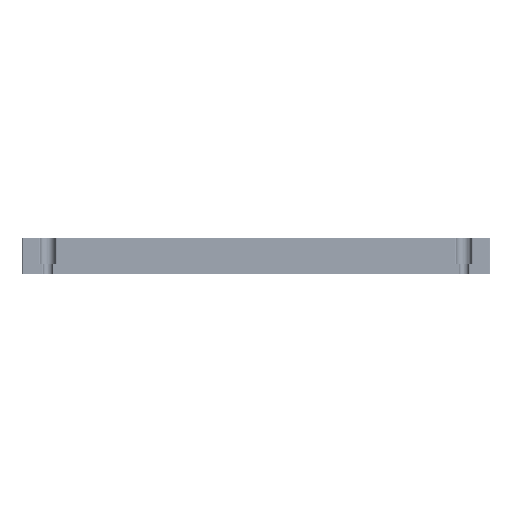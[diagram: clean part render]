
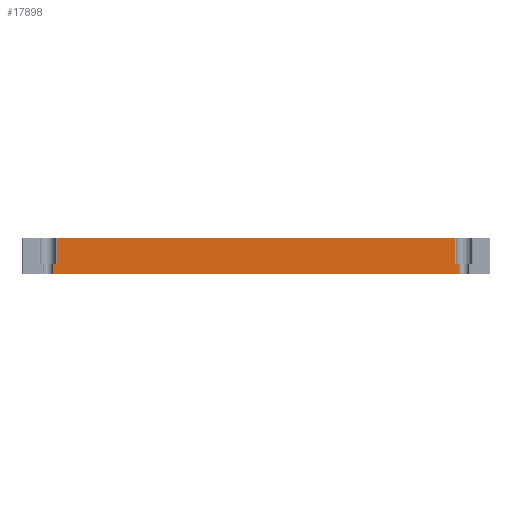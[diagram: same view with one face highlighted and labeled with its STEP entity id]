
A CAD part, left-side view. The second image highlights one B-rep face of the part: STEP entity #17898.
In plain terms, the highlighted planar face has unit normal (-1, 0, 0).
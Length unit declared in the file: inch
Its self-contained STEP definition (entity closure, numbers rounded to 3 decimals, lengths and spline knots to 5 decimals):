
#2040=FACE_OUTER_BOUND('',#3890,.T.);
#3890=EDGE_LOOP('',(#13480,#13481,#13482,#13483,#13484,#13485,#13486,#13487));
#5375=LINE('',#27490,#6230);
#5418=LINE('',#28320,#6273);
#5430=LINE('',#29157,#6285);
#5432=LINE('',#29166,#6287);
#5434=LINE('',#29172,#6289);
#5435=LINE('',#29174,#6290);
#5436=LINE('',#29176,#6291);
#5437=LINE('',#29177,#6292);
#6230=VECTOR('',#21588,0.3937);
#6273=VECTOR('',#22411,0.3937);
#6285=VECTOR('',#23151,0.3937);
#6287=VECTOR('',#23163,0.3937);
#6289=VECTOR('',#23169,0.3937);
#6290=VECTOR('',#23172,0.3937);
#6291=VECTOR('',#23173,0.3937);
#6292=VECTOR('',#23174,0.3937);
#8530=VERTEX_POINT('',#27487);
#8531=VERTEX_POINT('',#27489);
#8927=VERTEX_POINT('',#28317);
#8928=VERTEX_POINT('',#28319);
#9290=VERTEX_POINT('',#29156);
#9292=VERTEX_POINT('',#29164);
#9294=VERTEX_POINT('',#29170);
#9295=VERTEX_POINT('',#29175);
#10164=EDGE_CURVE('',#8531,#8530,#5375,.T.);
#10579=EDGE_CURVE('',#8927,#8928,#5418,.T.);
#10952=EDGE_CURVE('',#8928,#9290,#5430,.T.);
#10957=EDGE_CURVE('',#9292,#8530,#5432,.T.);
#10960=EDGE_CURVE('',#9294,#8927,#5434,.T.);
#10961=EDGE_CURVE('',#9290,#9292,#5435,.T.);
#10962=EDGE_CURVE('',#9295,#9294,#5436,.T.);
#10963=EDGE_CURVE('',#8531,#9295,#5437,.T.);
#13480=ORIENTED_EDGE('',*,*,#10164,.T.);
#13481=ORIENTED_EDGE('',*,*,#10957,.F.);
#13482=ORIENTED_EDGE('',*,*,#10961,.F.);
#13483=ORIENTED_EDGE('',*,*,#10952,.F.);
#13484=ORIENTED_EDGE('',*,*,#10579,.F.);
#13485=ORIENTED_EDGE('',*,*,#10960,.F.);
#13486=ORIENTED_EDGE('',*,*,#10962,.F.);
#13487=ORIENTED_EDGE('',*,*,#10963,.F.);
#17509=PLANE('',#19808);
#17898=ADVANCED_FACE('',(#2040),#17509,.F.);
#19808=AXIS2_PLACEMENT_3D('',#29173,#23170,#23171);
#21588=DIRECTION('',(0.,0.,1.));
#22411=DIRECTION('',(0.,0.,1.));
#23151=DIRECTION('',(0.,-1.,0.));
#23163=DIRECTION('',(0.,-1.,0.));
#23169=DIRECTION('',(0.,1.,0.));
#23170=DIRECTION('center_axis',(1.,0.,0.));
#23171=DIRECTION('ref_axis',(0.,0.,1.));
#23172=DIRECTION('',(0.,0.,1.));
#23173=DIRECTION('',(0.,0.,1.));
#23174=DIRECTION('',(0.,1.,0.));
#27487=CARTESIAN_POINT('',(-12.11611,0.03,5.17117));
#27489=CARTESIAN_POINT('',(-12.11611,0.03,-5.17117));
#27490=CARTESIAN_POINT('',(-12.11611,0.03,-2.9875));
#28317=CARTESIAN_POINT('',(-12.11611,0.95,-5.09182));
#28319=CARTESIAN_POINT('',(-12.11611,0.95,5.09182));
#28320=CARTESIAN_POINT('',(-12.11611,0.95,-2.9875));
#29156=CARTESIAN_POINT('',(-12.11611,0.27409,5.09182));
#29157=CARTESIAN_POINT('',(-12.11611,0.61205,5.09182));
#29164=CARTESIAN_POINT('',(-12.11611,0.27409,5.17117));
#29166=CARTESIAN_POINT('',(-12.11611,0.475,5.17117));
#29170=CARTESIAN_POINT('',(-12.11611,0.27409,-5.09182));
#29172=CARTESIAN_POINT('',(-12.11611,0.61205,-5.09182));
#29173=CARTESIAN_POINT('Origin',(-12.11611,0.95,-5.975));
#29174=CARTESIAN_POINT('',(-12.11611,0.27409,-0.33125));
#29175=CARTESIAN_POINT('',(-12.11611,0.27409,-5.17117));
#29176=CARTESIAN_POINT('',(-12.11611,0.27409,-5.64375));
#29177=CARTESIAN_POINT('',(-12.11611,0.475,-5.17117));
